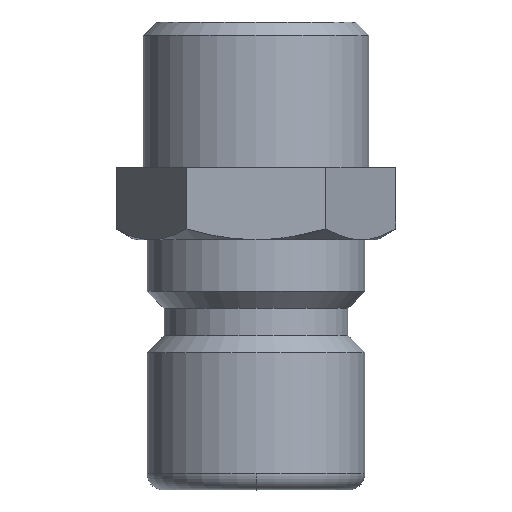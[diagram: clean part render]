
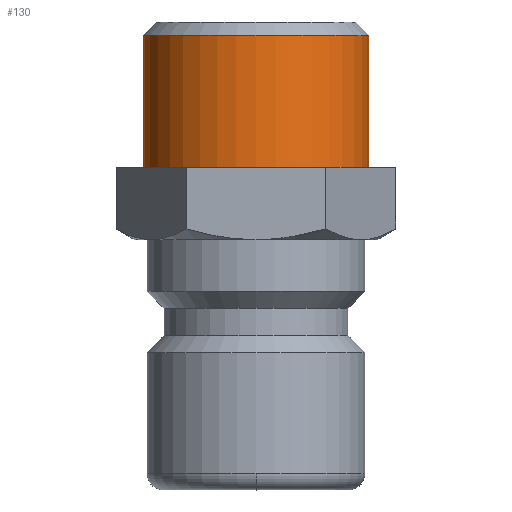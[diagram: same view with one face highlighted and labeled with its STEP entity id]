
A CAD part, top view. The second image highlights one B-rep face of the part: STEP entity #130.
In plain terms, the highlighted cylindrical face has radius 7 mm (diameter 14 mm), a partial arc.
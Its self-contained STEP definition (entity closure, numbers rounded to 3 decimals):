
#130=ADVANCED_FACE('',(#260),#261,.T.);
#260=FACE_OUTER_BOUND('',#385,.T.);
#261=CYLINDRICAL_SURFACE('',#386,7.0);
#385=EDGE_LOOP('',(#679,#680,#681,#682));
#386=AXIS2_PLACEMENT_3D('',#683,#684,#685);
#679=ORIENTED_EDGE('',*,*,#776,.F.);
#680=ORIENTED_EDGE('',*,*,#723,.F.);
#681=ORIENTED_EDGE('',*,*,#777,.F.);
#682=ORIENTED_EDGE('',*,*,#822,.F.);
#683=CARTESIAN_POINT('',(0.,23.6,0.0));
#684=DIRECTION('',(0.,1.0,0.0));
#685=DIRECTION('',(-1.0,0.,0.0));
#723=EDGE_CURVE('',#849,#850,#851,.T.);
#776=EDGE_CURVE('',#850,#896,#934,.T.);
#777=EDGE_CURVE('',#901,#849,#935,.T.);
#822=EDGE_CURVE('',#896,#901,#991,.T.);
#849=VERTEX_POINT('',#1044);
#850=VERTEX_POINT('',#1045);
#851=CIRCLE('',#1046,7.0);
#896=VERTEX_POINT('',#1113);
#901=VERTEX_POINT('',#1119);
#934=LINE('',#1177,#1178);
#935=LINE('',#1179,#1180);
#991=CIRCLE('',#1322,7.0);
#1044=CARTESIAN_POINT('',(7.0,20.0,0.));
#1045=CARTESIAN_POINT('',(-7.0,20.0,0.));
#1046=AXIS2_PLACEMENT_3D('',#1344,#1345,#1346);
#1113=CARTESIAN_POINT('',(-7.0,28.188,0.0));
#1119=CARTESIAN_POINT('',(7.0,28.188,0.));
#1177=CARTESIAN_POINT('',(-7.0,23.6,0.));
#1178=VECTOR('',#1428,1.0);
#1179=CARTESIAN_POINT('',(7.0,23.6,0.));
#1180=VECTOR('',#1429,1.0);
#1322=AXIS2_PLACEMENT_3D('',#1475,#1476,#1477);
#1344=CARTESIAN_POINT('',(0.,20.0,0.0));
#1345=DIRECTION('',(0.,-1.0,-0.0));
#1346=DIRECTION('',(-1.0,0.,0.0));
#1428=DIRECTION('',(0.,1.0,0.0));
#1429=DIRECTION('',(0.,-1.0,-0.0));
#1475=CARTESIAN_POINT('',(0.,28.188,0.0));
#1476=DIRECTION('',(0.,1.0,0.0));
#1477=DIRECTION('',(-1.0,0.,0.0));
